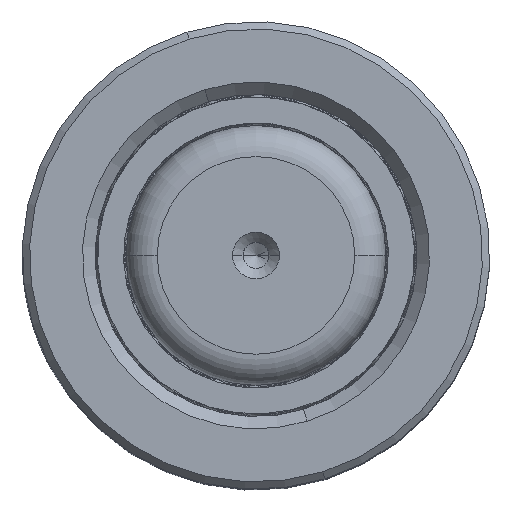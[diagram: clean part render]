
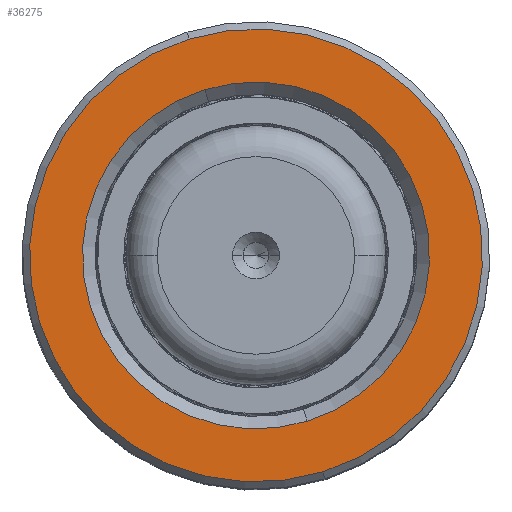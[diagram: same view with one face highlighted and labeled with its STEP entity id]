
A CAD part, top view. The second image highlights one B-rep face of the part: STEP entity #36275.
In plain terms, the highlighted planar face has unit normal (0, 0, 1).
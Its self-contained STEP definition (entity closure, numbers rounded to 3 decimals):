
#1008 = ORIENTED_EDGE ( 'NONE', *, *, #37851, .T. ) ;
#1950 = AXIS2_PLACEMENT_3D ( 'NONE', #35053, #31407, #16144 ) ;
#4761 = DIRECTION ( 'NONE',  ( 1., 0., 0. ) ) ;
#6011 = EDGE_CURVE ( 'NONE', #21502, #26983, #48061, .T. ) ;
#9332 = EDGE_CURVE ( 'NONE', #26983, #21502, #34326, .T. ) ;
#13150 = EDGE_CURVE ( 'NONE', #47515, #16462, #38935, .T. ) ;
#13818 = EDGE_LOOP ( 'NONE', ( #35139, #48300 ) ) ;
#15816 = DIRECTION ( 'NONE',  ( 1., 0., 0. ) ) ;
#15846 = CARTESIAN_POINT ( 'NONE',  ( 0., 0., 60. ) ) ;
#16144 = DIRECTION ( 'NONE',  ( 1., 0., 0. ) ) ;
#16159 = DIRECTION ( 'NONE',  ( 0., 0., 1. ) ) ;
#16230 = CARTESIAN_POINT ( 'NONE',  ( 0., 0., 60. ) ) ;
#16462 = VERTEX_POINT ( 'NONE', #26065 ) ;
#17638 = FACE_BOUND ( 'NONE', #33822, .T. ) ;
#20006 = FACE_OUTER_BOUND ( 'NONE', #13818, .T. ) ;
#21502 = VERTEX_POINT ( 'NONE', #39179 ) ;
#22434 = PLANE ( 'NONE',  #41067 ) ;
#22799 = AXIS2_PLACEMENT_3D ( 'NONE', #30902, #34539, #15816 ) ;
#24336 = ORIENTED_EDGE ( 'NONE', *, *, #13150, .T. ) ;
#25808 = DIRECTION ( 'NONE',  ( 0., 0., 1. ) ) ;
#25841 = CIRCLE ( 'NONE', #1950, 16.7 ) ;
#26065 = CARTESIAN_POINT ( 'NONE',  ( -16.7, 0., 60. ) ) ;
#26872 = AXIS2_PLACEMENT_3D ( 'NONE', #16230, #27669, #4761 ) ;
#26983 = VERTEX_POINT ( 'NONE', #47187 ) ;
#27669 = DIRECTION ( 'NONE',  ( 0., 0., 1. ) ) ;
#29159 = DIRECTION ( 'NONE',  ( 1., 0., 0. ) ) ;
#29253 = CARTESIAN_POINT ( 'NONE',  ( 16.7, 0., 60. ) ) ;
#30902 = CARTESIAN_POINT ( 'NONE',  ( 0., 0., 60. ) ) ;
#30933 = DIRECTION ( 'NONE',  ( 1., 0., 0. ) ) ;
#31407 = DIRECTION ( 'NONE',  ( 0., 0., -1. ) ) ;
#33822 = EDGE_LOOP ( 'NONE', ( #24336, #1008 ) ) ;
#34326 = CIRCLE ( 'NONE', #26872, 21.8 ) ;
#34539 = DIRECTION ( 'NONE',  ( 0., 0., -1. ) ) ;
#35053 = CARTESIAN_POINT ( 'NONE',  ( 0., 0., 60. ) ) ;
#35139 = ORIENTED_EDGE ( 'NONE', *, *, #9332, .T. ) ;
#36275 = ADVANCED_FACE ( 'NONE', ( #20006, #17638 ), #22434, .T. ) ;
#37334 = AXIS2_PLACEMENT_3D ( 'NONE', #40427, #25808, #29159 ) ;
#37851 = EDGE_CURVE ( 'NONE', #16462, #47515, #25841, .T. ) ;
#38935 = CIRCLE ( 'NONE', #22799, 16.7 ) ;
#39179 = CARTESIAN_POINT ( 'NONE',  ( 21.8, 0., 60. ) ) ;
#40427 = CARTESIAN_POINT ( 'NONE',  ( 0., 0., 60. ) ) ;
#41067 = AXIS2_PLACEMENT_3D ( 'NONE', #15846, #16159, #30933 ) ;
#47187 = CARTESIAN_POINT ( 'NONE',  ( -21.8, 0., 60. ) ) ;
#47515 = VERTEX_POINT ( 'NONE', #29253 ) ;
#48061 = CIRCLE ( 'NONE', #37334, 21.8 ) ;
#48300 = ORIENTED_EDGE ( 'NONE', *, *, #6011, .T. ) ;
